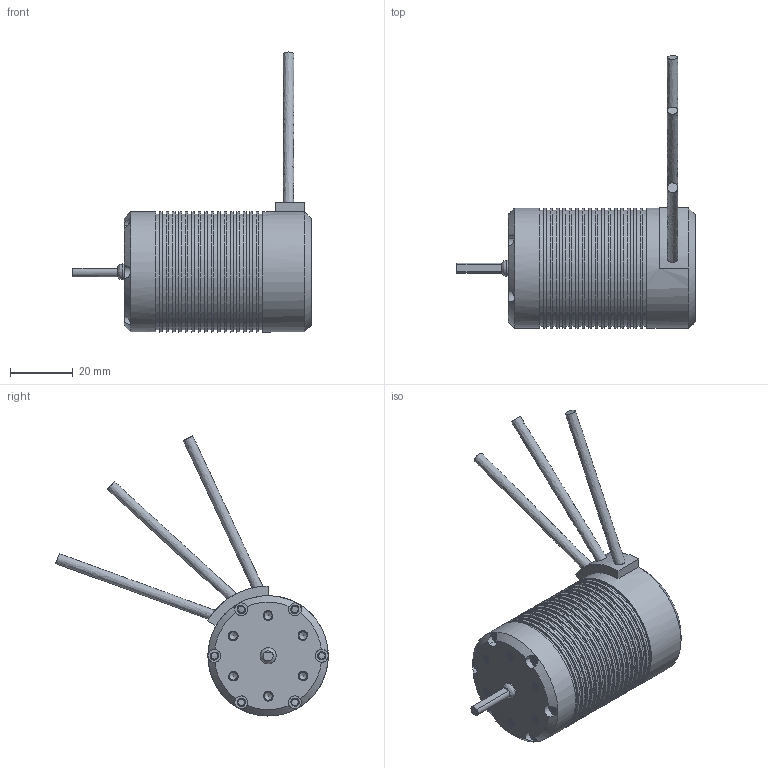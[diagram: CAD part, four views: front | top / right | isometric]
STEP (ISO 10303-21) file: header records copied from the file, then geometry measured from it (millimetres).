
FILE_DESCRIPTION(('FreeCAD Model'),'2;1');
FILE_NAME('Open CASCADE Shape Model','2025-05-02T05:11:18',('FreeCAD'),( 'FreeCAD'),'Open CASCADE STEP processor 7.6','FreeCAD','Unknown');
FILE_SCHEMA(('AUTOMOTIVE_DESIGN { 1 0 10303 214 1 1 1 1 }'));
Products named in the file (1): Open CASCADE STEP translator 7.6 1
Bounding box: 75.84 x 86.71 x 89.11 mm (x, y, z)
Volume: 68557 mm3; surface area: 15227.1 mm2
Topology: 1 solids, 1 shells, 539 faces, 1449 edges, 950 vertices
Faces by surface type: bspline 539
Entity records: 43990 total; most frequent: CARTESIAN_POINT 35664, ORIENTED_EDGE 2874, EDGE_CURVE 1437, B_SPLINE_CURVE_WITH_KNOTS 1243, VERTEX_POINT 950, FACE_BOUND 589, EDGE_LOOP 589, ADVANCED_FACE 539
